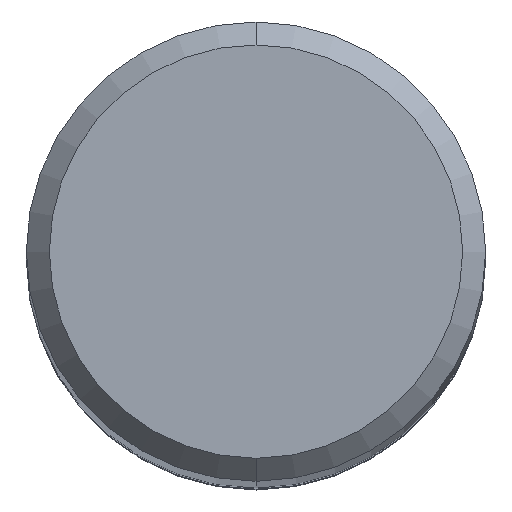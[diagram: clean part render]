
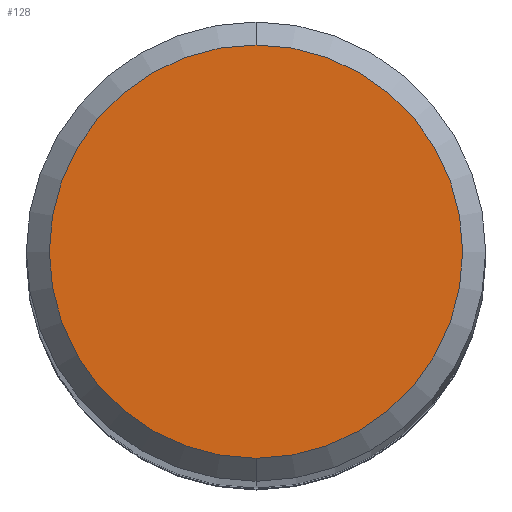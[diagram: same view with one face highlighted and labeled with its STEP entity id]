
A CAD part, top view. The second image highlights one B-rep face of the part: STEP entity #128.
In plain terms, the highlighted planar face has unit normal (0, 0, 1).
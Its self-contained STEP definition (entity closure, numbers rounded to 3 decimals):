
#100=EDGE_CURVE('',#160,#114,#238,.T.);
#114=VERTEX_POINT('',#253);
#128=ADVANCED_FACE('',(#269),#270,.T.);
#130=EDGE_CURVE('',#114,#160,#272,.T.);
#160=VERTEX_POINT('',#307);
#238=CIRCLE('',#386,4.5);
#253=CARTESIAN_POINT('',(0.0,4.5,0.0));
#269=FACE_OUTER_BOUND('',#423,.T.);
#270=PLANE('',#424);
#272=CIRCLE('',#427,4.5);
#307=CARTESIAN_POINT('',(0.,-4.5,0.0));
#386=AXIS2_PLACEMENT_3D('',#549,#550,#551);
#423=EDGE_LOOP('',(#584,#585));
#424=AXIS2_PLACEMENT_3D('',#586,#587,#588);
#427=AXIS2_PLACEMENT_3D('',#589,#590,#591);
#549=CARTESIAN_POINT('',(0.0,0.0,0.0));
#550=DIRECTION('',(0.0,0.0,-1.0));
#551=DIRECTION('',(0.0,1.0,0.0));
#584=ORIENTED_EDGE('',*,*,#130,.F.);
#585=ORIENTED_EDGE('',*,*,#100,.F.);
#586=CARTESIAN_POINT('',(0.0,2.25,0.0));
#587=DIRECTION('',(-0.0,0.0,1.0));
#588=DIRECTION('',(0.0,-1.0,0.0));
#589=CARTESIAN_POINT('',(0.0,0.0,0.0));
#590=DIRECTION('',(0.0,0.0,-1.0));
#591=DIRECTION('',(0.0,1.0,0.0));
